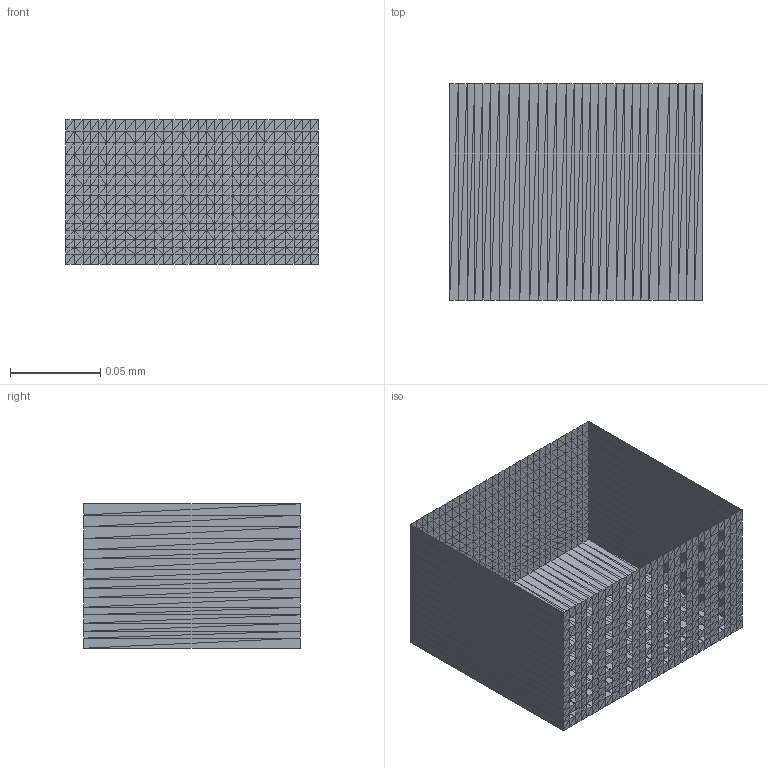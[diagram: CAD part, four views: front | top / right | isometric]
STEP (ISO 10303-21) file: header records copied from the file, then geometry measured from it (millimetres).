
FILE_DESCRIPTION(('FreeCAD Model'),'2;1');
FILE_NAME('Open CASCADE Shape Model','2025-05-30T07:05:42',('Author'),( ''),'Open CASCADE STEP processor 7.8','FreeCAD','Unknown');
FILE_SCHEMA(('AUTOMOTIVE_DESIGN { 1 0 10303 214 1 1 1 1 }'));
Length unit declared in the file: millimetre
Products named in the file (1): Cover002
Bounding box: 0.14 x 0.12 x 0.08 mm (x, y, z)
Surface area: 0.1 mm2 (no closed solid volume)
Topology: 0 solids, 1732 shells, 1732 faces, 5196 edges, 5196 vertices
Faces by surface type: plane 1732
Entity records: 74495 total; most frequent: CARTESIAN_POINT 12125, DIRECTION 8662, ORIENTED_EDGE 5196, EDGE_CURVE 5196, VERTEX_POINT 5196, LINE 5196, VECTOR 5196, AXIS2_PLACEMENT_3D 1733
